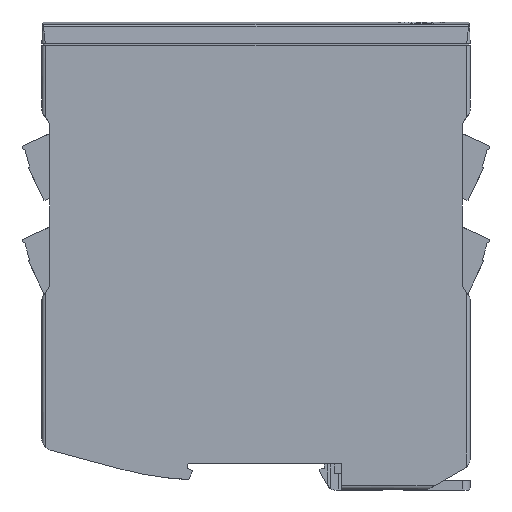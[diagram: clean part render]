
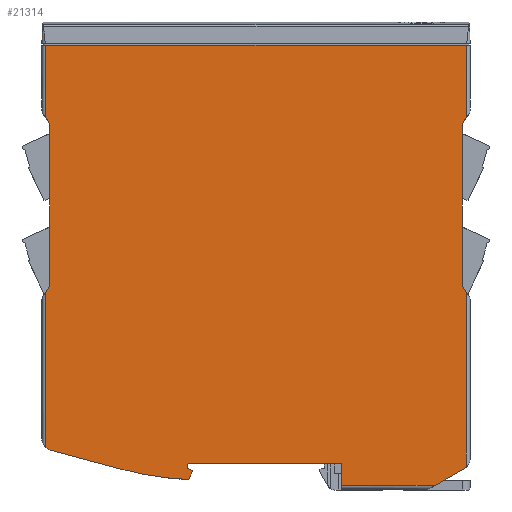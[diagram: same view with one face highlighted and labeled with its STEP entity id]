
A CAD part, left-side view. The second image highlights one B-rep face of the part: STEP entity #21314.
In plain terms, the highlighted face is planar.
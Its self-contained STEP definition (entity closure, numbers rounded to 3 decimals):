
#475=CIRCLE('',#22167,79.87);
#479=CIRCLE('',#22178,0.1);
#483=CIRCLE('',#22186,0.1);
#658=CIRCLE('',#22433,2.);
#659=CIRCLE('',#22434,2.);
#660=CIRCLE('',#22435,3.);
#661=CIRCLE('',#22436,3.);
#662=CIRCLE('',#22437,2.);
#663=CIRCLE('',#22438,2.);
#1739=ORIENTED_EDGE('',*,*,#6642,.T.);
#1740=ORIENTED_EDGE('',*,*,#6643,.T.);
#1741=ORIENTED_EDGE('',*,*,#6644,.T.);
#1742=ORIENTED_EDGE('',*,*,#6645,.F.);
#1743=ORIENTED_EDGE('',*,*,#6646,.T.);
#1744=ORIENTED_EDGE('',*,*,#6647,.F.);
#1745=ORIENTED_EDGE('',*,*,#6648,.T.);
#1746=ORIENTED_EDGE('',*,*,#6649,.T.);
#1747=ORIENTED_EDGE('',*,*,#6650,.T.);
#1748=ORIENTED_EDGE('',*,*,#6651,.T.);
#1749=ORIENTED_EDGE('',*,*,#6109,.T.);
#1750=ORIENTED_EDGE('',*,*,#6117,.T.);
#1751=ORIENTED_EDGE('',*,*,#6123,.T.);
#1752=ORIENTED_EDGE('',*,*,#6129,.T.);
#1753=ORIENTED_EDGE('',*,*,#6135,.F.);
#1754=ORIENTED_EDGE('',*,*,#6141,.T.);
#1755=ORIENTED_EDGE('',*,*,#6146,.F.);
#1756=ORIENTED_EDGE('',*,*,#6065,.T.);
#1757=ORIENTED_EDGE('',*,*,#6200,.T.);
#1758=ORIENTED_EDGE('',*,*,#6652,.T.);
#1759=ORIENTED_EDGE('',*,*,#6012,.T.);
#1760=ORIENTED_EDGE('',*,*,#6653,.T.);
#1761=ORIENTED_EDGE('',*,*,#6654,.F.);
#1762=ORIENTED_EDGE('',*,*,#6655,.T.);
#1763=ORIENTED_EDGE('',*,*,#6656,.F.);
#1764=ORIENTED_EDGE('',*,*,#6657,.T.);
#1765=ORIENTED_EDGE('',*,*,#6658,.F.);
#1766=ORIENTED_EDGE('',*,*,#6659,.T.);
#1767=ORIENTED_EDGE('',*,*,#6660,.F.);
#6012=EDGE_CURVE('',#8510,#8509,#10164,.T.);
#6065=EDGE_CURVE('',#8554,#8553,#10208,.T.);
#6109=EDGE_CURVE('',#8594,#8593,#475,.T.);
#6117=EDGE_CURVE('',#8593,#8600,#10251,.T.);
#6123=EDGE_CURVE('',#8600,#8604,#10257,.T.);
#6129=EDGE_CURVE('',#8604,#8608,#10263,.T.);
#6135=EDGE_CURVE('',#8612,#8608,#479,.T.);
#6141=EDGE_CURVE('',#8612,#8616,#10271,.T.);
#6146=EDGE_CURVE('',#8554,#8616,#483,.T.);
#6200=EDGE_CURVE('',#8553,#8650,#10314,.T.);
#6642=EDGE_CURVE('',#9070,#9071,#10586,.T.);
#6643=EDGE_CURVE('',#9071,#9072,#10587,.T.);
#6644=EDGE_CURVE('',#9072,#9073,#10588,.T.);
#6645=EDGE_CURVE('',#9074,#9073,#658,.T.);
#6646=EDGE_CURVE('',#9074,#9075,#10589,.T.);
#6647=EDGE_CURVE('',#9076,#9075,#659,.T.);
#6648=EDGE_CURVE('',#9076,#9077,#10590,.T.);
#6649=EDGE_CURVE('',#9077,#9078,#10591,.T.);
#6650=EDGE_CURVE('',#9078,#9079,#660,.T.);
#6651=EDGE_CURVE('',#9079,#8594,#10592,.T.);
#6652=EDGE_CURVE('',#8650,#8510,#10593,.T.);
#6653=EDGE_CURVE('',#8509,#9080,#661,.T.);
#6654=EDGE_CURVE('',#9081,#9080,#10594,.T.);
#6655=EDGE_CURVE('',#9081,#9082,#10595,.T.);
#6656=EDGE_CURVE('',#9083,#9082,#662,.T.);
#6657=EDGE_CURVE('',#9083,#9084,#10596,.T.);
#6658=EDGE_CURVE('',#9085,#9084,#663,.T.);
#6659=EDGE_CURVE('',#9085,#9086,#10597,.T.);
#6660=EDGE_CURVE('',#9070,#9086,#10598,.T.);
#8509=VERTEX_POINT('',#28432);
#8510=VERTEX_POINT('',#28434);
#8553=VERTEX_POINT('',#28541);
#8554=VERTEX_POINT('',#28543);
#8593=VERTEX_POINT('',#28634);
#8594=VERTEX_POINT('',#28636);
#8600=VERTEX_POINT('',#28654);
#8604=VERTEX_POINT('',#28666);
#8608=VERTEX_POINT('',#28678);
#8612=VERTEX_POINT('',#28690);
#8616=VERTEX_POINT('',#28702);
#8650=VERTEX_POINT('',#28814);
#9070=VERTEX_POINT('',#29742);
#9071=VERTEX_POINT('',#29743);
#9072=VERTEX_POINT('',#29745);
#9073=VERTEX_POINT('',#29747);
#9074=VERTEX_POINT('',#29749);
#9075=VERTEX_POINT('',#29751);
#9076=VERTEX_POINT('',#29753);
#9077=VERTEX_POINT('',#29755);
#9078=VERTEX_POINT('',#29757);
#9079=VERTEX_POINT('',#29759);
#9080=VERTEX_POINT('',#29763);
#9081=VERTEX_POINT('',#29765);
#9082=VERTEX_POINT('',#29767);
#9083=VERTEX_POINT('',#29769);
#9084=VERTEX_POINT('',#29771);
#9085=VERTEX_POINT('',#29773);
#9086=VERTEX_POINT('',#29775);
#10164=LINE('',#28433,#12042);
#10208=LINE('',#28542,#12086);
#10251=LINE('',#28655,#12129);
#10257=LINE('',#28667,#12135);
#10263=LINE('',#28679,#12141);
#10271=LINE('',#28703,#12149);
#10314=LINE('',#28815,#12192);
#10586=LINE('',#29741,#12464);
#10587=LINE('',#29744,#12465);
#10588=LINE('',#29746,#12466);
#10589=LINE('',#29750,#12467);
#10590=LINE('',#29754,#12468);
#10591=LINE('',#29756,#12469);
#10592=LINE('',#29760,#12470);
#10593=LINE('',#29761,#12471);
#10594=LINE('',#29764,#12472);
#10595=LINE('',#29766,#12473);
#10596=LINE('',#29770,#12474);
#10597=LINE('',#29774,#12475);
#10598=LINE('',#29776,#12476);
#12042=VECTOR('',#23649,1000.);
#12086=VECTOR('',#23725,1000.);
#12129=VECTOR('',#23794,1000.);
#12135=VECTOR('',#23804,1000.);
#12141=VECTOR('',#23814,1000.);
#12149=VECTOR('',#23838,1000.);
#12192=VECTOR('',#23951,1000.);
#12464=VECTOR('',#24653,1000.);
#12465=VECTOR('',#24654,1000.);
#12466=VECTOR('',#24655,1000.);
#12467=VECTOR('',#24658,1000.);
#12468=VECTOR('',#24661,1000.);
#12469=VECTOR('',#24662,1000.);
#12470=VECTOR('',#24665,1000.);
#12471=VECTOR('',#24666,1000.);
#12472=VECTOR('',#24669,1000.);
#12473=VECTOR('',#24670,1000.);
#12474=VECTOR('',#24673,1000.);
#12475=VECTOR('',#24676,1000.);
#12476=VECTOR('',#24677,1000.);
#13991=EDGE_LOOP('',(#1739,#1740,#1741,#1742,#1743,#1744,#1745,#1746,#1747,
#1748,#1749,#1750,#1751,#1752,#1753,#1754,#1755,#1756,#1757,#1758,#1759,
#1760,#1761,#1762,#1763,#1764,#1765,#1766,#1767));
#14953=FACE_BOUND('',#13991,.T.);
#15865=PLANE('',#22432);
#21314=ADVANCED_FACE('',(#14953),#15865,.T.);
#22167=AXIS2_PLACEMENT_3D('',#28635,#23782,#23783);
#22178=AXIS2_PLACEMENT_3D('',#28691,#23825,#23826);
#22186=AXIS2_PLACEMENT_3D('',#28712,#23848,#23849);
#22432=AXIS2_PLACEMENT_3D('',#29740,#24651,#24652);
#22433=AXIS2_PLACEMENT_3D('',#29748,#24656,#24657);
#22434=AXIS2_PLACEMENT_3D('',#29752,#24659,#24660);
#22435=AXIS2_PLACEMENT_3D('',#29758,#24663,#24664);
#22436=AXIS2_PLACEMENT_3D('',#29762,#24667,#24668);
#22437=AXIS2_PLACEMENT_3D('',#29768,#24671,#24672);
#22438=AXIS2_PLACEMENT_3D('',#29772,#24674,#24675);
#23649=DIRECTION('',(0.5,-0.866,0.));
#23725=DIRECTION('',(0.,-1.,0.));
#23782=DIRECTION('',(0.,0.,1.));
#23783=DIRECTION('',(1.,0.,0.));
#23794=DIRECTION('',(0.907,-0.421,0.));
#23804=DIRECTION('',(1.,0.,0.));
#23814=DIRECTION('',(0.423,0.906,0.));
#23825=DIRECTION('',(0.,0.,1.));
#23826=DIRECTION('',(1.,0.,0.));
#23838=DIRECTION('',(1.,0.,0.));
#23848=DIRECTION('',(0.,0.,1.));
#23849=DIRECTION('',(1.,0.,0.));
#23951=DIRECTION('',(-1.,0.,0.));
#24651=DIRECTION('',(0.,0.,1.));
#24652=DIRECTION('',(1.,0.,0.));
#24653=DIRECTION('',(0.,1.,0.));
#24654=DIRECTION('',(-1.,0.,0.));
#24655=DIRECTION('',(-0.82,-0.573,0.));
#24656=DIRECTION('',(0.,0.,1.));
#24657=DIRECTION('',(1.,0.,0.));
#24658=DIRECTION('',(-1.,0.,0.));
#24659=DIRECTION('',(0.,0.,1.));
#24660=DIRECTION('',(1.,0.,0.));
#24661=DIRECTION('',(-0.82,0.573,0.));
#24662=DIRECTION('',(-1.,0.,0.));
#24663=DIRECTION('',(0.,0.,1.));
#24664=DIRECTION('',(1.,0.,0.));
#24665=DIRECTION('',(-0.26,-0.966,0.));
#24666=DIRECTION('',(0.,-1.,0.));
#24667=DIRECTION('',(0.,0.,1.));
#24668=DIRECTION('',(1.,0.,0.));
#24669=DIRECTION('',(-1.,0.,0.));
#24670=DIRECTION('',(0.82,0.573,0.));
#24671=DIRECTION('',(0.,0.,1.));
#24672=DIRECTION('',(1.,0.,0.));
#24673=DIRECTION('',(1.,0.,0.));
#24674=DIRECTION('',(0.,0.,1.));
#24675=DIRECTION('',(1.,0.,0.));
#24676=DIRECTION('',(0.82,-0.573,0.));
#24677=DIRECTION('',(-1.,0.,0.));
#28432=CARTESIAN_POINT('',(-108.668,-53.5,11.25));
#28433=CARTESIAN_POINT('',(-113.598,-44.96,11.25));
#28434=CARTESIAN_POINT('',(-113.,-45.996,11.25));
#28541=CARTESIAN_POINT('',(-107.5,-22.,11.25));
#28542=CARTESIAN_POINT('',(-107.5,17.4,11.25));
#28543=CARTESIAN_POINT('',(-107.5,17.4,11.25));
#28634=CARTESIAN_POINT('',(-111.516,17.337,11.25));
#28635=CARTESIAN_POINT('',(-31.72,13.91,11.25));
#28636=CARTESIAN_POINT('',(-108.841,34.683,11.25));
#28654=CARTESIAN_POINT('',(-109.5,16.4,11.25));
#28655=CARTESIAN_POINT('',(-111.516,17.337,11.25));
#28666=CARTESIAN_POINT('',(-109.21,16.4,11.25));
#28667=CARTESIAN_POINT('',(-109.5,16.4,11.25));
#28678=CARTESIAN_POINT('',(-108.724,17.442,11.25));
#28679=CARTESIAN_POINT('',(-109.21,16.4,11.25));
#28690=CARTESIAN_POINT('',(-108.633,17.5,11.25));
#28691=CARTESIAN_POINT('',(-108.633,17.4,11.25));
#28702=CARTESIAN_POINT('',(-107.6,17.5,11.25));
#28703=CARTESIAN_POINT('',(-108.633,17.5,11.25));
#28712=CARTESIAN_POINT('',(-107.6,17.4,11.25));
#28814=CARTESIAN_POINT('',(-113.,-22.,11.25));
#28815=CARTESIAN_POINT('',(-107.5,-22.,11.25));
#29740=CARTESIAN_POINT('',(-111.,-43.46,11.25));
#29741=CARTESIAN_POINT('',(0.,-55.,11.25));
#29742=CARTESIAN_POINT('',(0.,-54.,11.25));
#29743=CARTESIAN_POINT('',(0.,54.,11.25));
#29744=CARTESIAN_POINT('',(150.,54.,11.25));
#29745=CARTESIAN_POINT('',(-18.56,54.,11.25));
#29746=CARTESIAN_POINT('',(-17.646,54.639,11.25));
#29747=CARTESIAN_POINT('',(-19.474,53.361,11.25));
#29748=CARTESIAN_POINT('',(-20.62,55.,11.25));
#29749=CARTESIAN_POINT('',(-20.62,53.,11.25));
#29750=CARTESIAN_POINT('',(-20.62,53.,11.25));
#29751=CARTESIAN_POINT('',(-61.38,53.,11.25));
#29752=CARTESIAN_POINT('',(-61.38,55.,11.25));
#29753=CARTESIAN_POINT('',(-62.526,53.361,11.25));
#29754=CARTESIAN_POINT('',(-62.526,53.361,11.25));
#29755=CARTESIAN_POINT('',(-63.44,54.,11.25));
#29756=CARTESIAN_POINT('',(150.,54.,11.25));
#29757=CARTESIAN_POINT('',(-103.306,54.,11.25));
#29758=CARTESIAN_POINT('',(-101.07,52.,11.25));
#29759=CARTESIAN_POINT('',(-103.967,52.78,11.25));
#29760=CARTESIAN_POINT('',(-103.967,52.78,11.25));
#29761=CARTESIAN_POINT('',(-113.,150.,11.25));
#29762=CARTESIAN_POINT('',(-106.07,-52.,11.25));
#29763=CARTESIAN_POINT('',(-108.306,-54.,11.25));
#29764=CARTESIAN_POINT('',(150.,-54.,11.25));
#29765=CARTESIAN_POINT('',(-63.44,-54.,11.25));
#29766=CARTESIAN_POINT('',(-64.354,-54.639,11.25));
#29767=CARTESIAN_POINT('',(-62.526,-53.361,11.25));
#29768=CARTESIAN_POINT('',(-61.38,-55.,11.25));
#29769=CARTESIAN_POINT('',(-61.38,-53.,11.25));
#29770=CARTESIAN_POINT('',(-61.38,-53.,11.25));
#29771=CARTESIAN_POINT('',(-20.62,-53.,11.25));
#29772=CARTESIAN_POINT('',(-20.62,-55.,11.25));
#29773=CARTESIAN_POINT('',(-19.474,-53.361,11.25));
#29774=CARTESIAN_POINT('',(-19.474,-53.361,11.25));
#29775=CARTESIAN_POINT('',(-18.56,-54.,11.25));
#29776=CARTESIAN_POINT('',(150.,-54.,11.25));
